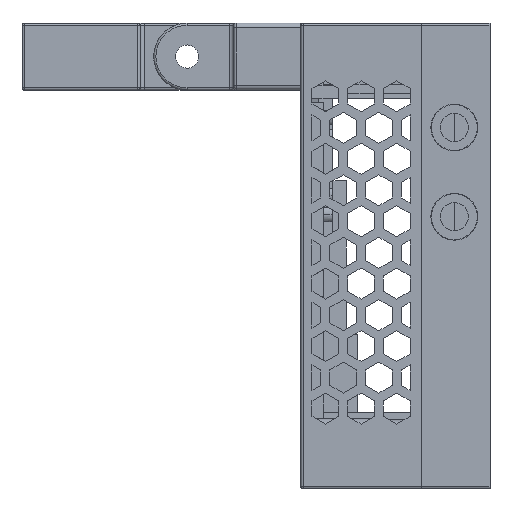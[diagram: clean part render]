
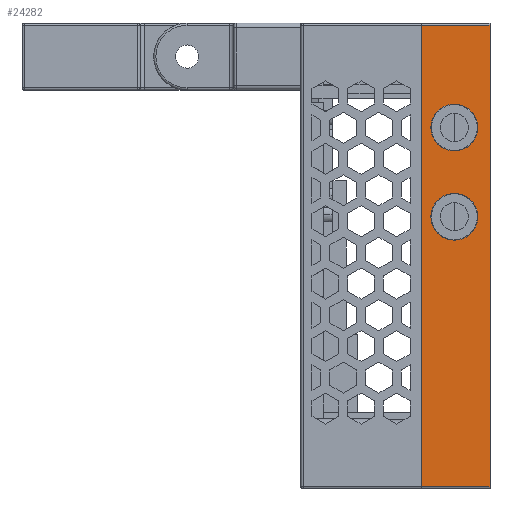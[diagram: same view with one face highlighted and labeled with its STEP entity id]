
A CAD part, left-side view. The second image highlights one B-rep face of the part: STEP entity #24282.
In plain terms, the highlighted planar face has unit normal (-1, 0, 0).
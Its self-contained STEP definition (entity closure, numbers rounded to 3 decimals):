
#8 = DIRECTION ( 'NONE',  ( 0., 0., 1. ) ) ;
#1565 = ORIENTED_EDGE ( 'NONE', *, *, #3175, .F. ) ;
#2065 = CIRCLE ( 'NONE', #36319, 5.25 ) ;
#3040 = CARTESIAN_POINT ( 'NONE',  ( -42., 64.7, -12. ) ) ;
#3175 = EDGE_CURVE ( 'NONE', #22674, #13736, #2065, .T. ) ;
#3388 = VERTEX_POINT ( 'NONE', #21174 ) ;
#3875 = DIRECTION ( 'NONE',  ( -1., 0., 0. ) ) ;
#5442 = FACE_BOUND ( 'NONE', #44482, .T. ) ;
#5726 = CARTESIAN_POINT ( 'NONE',  ( -42., 4.2, -0.75 ) ) ;
#6109 = DIRECTION ( 'NONE',  ( 0., 1., 0. ) ) ;
#6879 = DIRECTION ( 'NONE',  ( 0., -1., 0. ) ) ;
#7150 = EDGE_CURVE ( 'NONE', #10126, #43297, #36436, .T. ) ;
#7344 = CARTESIAN_POINT ( 'NONE',  ( -42., 4.2, -11.25 ) ) ;
#7507 = AXIS2_PLACEMENT_3D ( 'NONE', #30302, #12160, #19331 ) ;
#10126 = VERTEX_POINT ( 'NONE', #36708 ) ;
#12160 = DIRECTION ( 'NONE',  ( -1., 0., 0. ) ) ;
#12733 = CARTESIAN_POINT ( 'NONE',  ( -42., -15.8, -0.75 ) ) ;
#12897 = EDGE_LOOP ( 'NONE', ( #20466, #21899, #15167, #21970 ) ) ;
#13300 = VERTEX_POINT ( 'NONE', #24197 ) ;
#13688 = VECTOR ( 'NONE', #8, 1000. ) ;
#13736 = VERTEX_POINT ( 'NONE', #7344 ) ;
#14241 = ORIENTED_EDGE ( 'NONE', *, *, #37766, .F. ) ;
#15167 = ORIENTED_EDGE ( 'NONE', *, *, #34648, .F. ) ;
#15183 = CIRCLE ( 'NONE', #42629, 5.25 ) ;
#16636 = CIRCLE ( 'NONE', #43310, 5.25 ) ;
#16894 = DIRECTION ( 'NONE',  ( -1., 0., 0. ) ) ;
#17385 = CARTESIAN_POINT ( 'NONE',  ( -42., 65.2, 1.4 ) ) ;
#18057 = DIRECTION ( 'NONE',  ( 0., 0., -1. ) ) ;
#18668 = CARTESIAN_POINT ( 'NONE',  ( -42., -15.8, -6. ) ) ;
#18990 = CARTESIAN_POINT ( 'NONE',  ( -42., 64.7, 1.4 ) ) ;
#19331 = DIRECTION ( 'NONE',  ( 0., 0., 1. ) ) ;
#20238 = FACE_BOUND ( 'NONE', #41745, .T. ) ;
#20335 = DIRECTION ( 'NONE',  ( -1., 0., 0. ) ) ;
#20466 = ORIENTED_EDGE ( 'NONE', *, *, #29873, .F. ) ;
#20687 = CARTESIAN_POINT ( 'NONE',  ( -42., 64.7, -14. ) ) ;
#21174 = CARTESIAN_POINT ( 'NONE',  ( -42., -38.7, 1.4 ) ) ;
#21577 = VECTOR ( 'NONE', #6879, 1000. ) ;
#21899 = ORIENTED_EDGE ( 'NONE', *, *, #40307, .T. ) ;
#21970 = ORIENTED_EDGE ( 'NONE', *, *, #22360, .T. ) ;
#22013 = VERTEX_POINT ( 'NONE', #20687 ) ;
#22188 = ORIENTED_EDGE ( 'NONE', *, *, #37517, .F. ) ;
#22360 = EDGE_CURVE ( 'NONE', #13300, #3388, #39402, .T. ) ;
#22674 = VERTEX_POINT ( 'NONE', #5726 ) ;
#24197 = CARTESIAN_POINT ( 'NONE',  ( -42., -38.7, -14. ) ) ;
#24282 = ADVANCED_FACE ( 'NONE', ( #20238, #27616, #5442 ), #31444, .T. ) ;
#24710 = CARTESIAN_POINT ( 'NONE',  ( -42., -39.2, -14. ) ) ;
#25228 = LINE ( 'NONE', #17385, #21577 ) ;
#27616 = FACE_OUTER_BOUND ( 'NONE', #12897, .T. ) ;
#27960 = DIRECTION ( 'NONE',  ( 0., 0., 1. ) ) ;
#28196 = CARTESIAN_POINT ( 'NONE',  ( -42., -38.7, -12. ) ) ;
#29873 = EDGE_CURVE ( 'NONE', #33361, #3388, #25228, .T. ) ;
#30302 = CARTESIAN_POINT ( 'NONE',  ( -42., -15.8, -6. ) ) ;
#30962 = DIRECTION ( 'NONE',  ( -1., 0., 0. ) ) ;
#31444 = PLANE ( 'NONE',  #34356 ) ;
#31911 = DIRECTION ( 'NONE',  ( 0., 0., 1. ) ) ;
#33012 = VECTOR ( 'NONE', #18057, 1000. ) ;
#33361 = VERTEX_POINT ( 'NONE', #18990 ) ;
#34356 = AXIS2_PLACEMENT_3D ( 'NONE', #38583, #16894, #42176 ) ;
#34648 = EDGE_CURVE ( 'NONE', #13300, #22013, #43081, .T. ) ;
#35938 = LINE ( 'NONE', #3040, #33012 ) ;
#36180 = ORIENTED_EDGE ( 'NONE', *, *, #7150, .F. ) ;
#36319 = AXIS2_PLACEMENT_3D ( 'NONE', #38104, #30962, #31911 ) ;
#36436 = CIRCLE ( 'NONE', #7507, 5.25 ) ;
#36708 = CARTESIAN_POINT ( 'NONE',  ( -42., -15.8, -11.25 ) ) ;
#36785 = DIRECTION ( 'NONE',  ( 0., 0., 1. ) ) ;
#37517 = EDGE_CURVE ( 'NONE', #43297, #10126, #15183, .T. ) ;
#37766 = EDGE_CURVE ( 'NONE', #13736, #22674, #16636, .T. ) ;
#37839 = VECTOR ( 'NONE', #6109, 1000. ) ;
#38104 = CARTESIAN_POINT ( 'NONE',  ( -42., 4.2, -6. ) ) ;
#38197 = CARTESIAN_POINT ( 'NONE',  ( -42., 4.2, -6. ) ) ;
#38583 = CARTESIAN_POINT ( 'NONE',  ( -42., -39.2, -12. ) ) ;
#39402 = LINE ( 'NONE', #28196, #13688 ) ;
#40307 = EDGE_CURVE ( 'NONE', #33361, #22013, #35938, .T. ) ;
#41745 = EDGE_LOOP ( 'NONE', ( #36180, #22188 ) ) ;
#42176 = DIRECTION ( 'NONE',  ( 0., 0., 1. ) ) ;
#42629 = AXIS2_PLACEMENT_3D ( 'NONE', #18668, #3875, #36785 ) ;
#43081 = LINE ( 'NONE', #24710, #37839 ) ;
#43297 = VERTEX_POINT ( 'NONE', #12733 ) ;
#43310 = AXIS2_PLACEMENT_3D ( 'NONE', #38197, #20335, #27960 ) ;
#44482 = EDGE_LOOP ( 'NONE', ( #14241, #1565 ) ) ;
